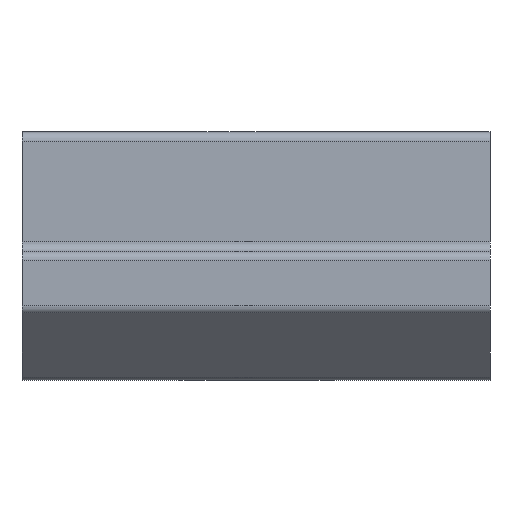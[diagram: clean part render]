
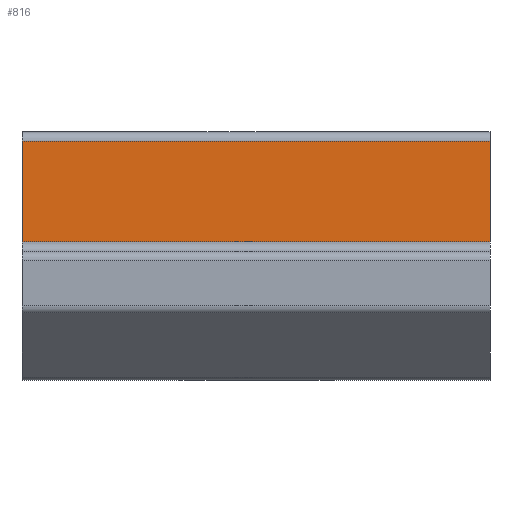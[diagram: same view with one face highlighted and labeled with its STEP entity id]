
A CAD part, left-side view. The second image highlights one B-rep face of the part: STEP entity #816.
In plain terms, the highlighted planar face has unit normal (-1, 0, 0).
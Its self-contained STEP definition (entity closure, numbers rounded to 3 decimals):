
#20 = DIRECTION ( 'NONE',  ( 0., -1., 0. ) ) ;
#25 = DIRECTION ( 'NONE',  ( 0., 1., 0. ) ) ;
#29 = VECTOR ( 'NONE', #548, 1000. ) ;
#35 = ORIENTED_EDGE ( 'NONE', *, *, #137, .F. ) ;
#66 = CARTESIAN_POINT ( 'NONE',  ( -4.9, 10., 0.4 ) ) ;
#78 = EDGE_CURVE ( 'NONE', #362, #565, #728, .T. ) ;
#115 = PLANE ( 'NONE',  #194 ) ;
#129 = CARTESIAN_POINT ( 'NONE',  ( -4.9, -10., 4.7 ) ) ;
#132 = LINE ( 'NONE', #387, #29 ) ;
#137 = EDGE_CURVE ( 'NONE', #565, #401, #466, .T. ) ;
#141 = VECTOR ( 'NONE', #20, 1000. ) ;
#194 = AXIS2_PLACEMENT_3D ( 'NONE', #835, #597, #505 ) ;
#362 = VERTEX_POINT ( 'NONE', #129 ) ;
#370 = VECTOR ( 'NONE', #25, 1000. ) ;
#387 = CARTESIAN_POINT ( 'NONE',  ( -4.9, 10., 5.1 ) ) ;
#401 = VERTEX_POINT ( 'NONE', #66 ) ;
#404 = DIRECTION ( 'NONE',  ( 0., 0., -1. ) ) ;
#442 = LINE ( 'NONE', #886, #141 ) ;
#466 = LINE ( 'NONE', #739, #370 ) ;
#505 = DIRECTION ( 'NONE',  ( 0., 1., 0. ) ) ;
#548 = DIRECTION ( 'NONE',  ( 0., 0., -1. ) ) ;
#558 = EDGE_CURVE ( 'NONE', #820, #401, #132, .T. ) ;
#565 = VERTEX_POINT ( 'NONE', #697 ) ;
#597 = DIRECTION ( 'NONE',  ( 1., 0., 0. ) ) ;
#697 = CARTESIAN_POINT ( 'NONE',  ( -4.9, -10., 0.4 ) ) ;
#728 = LINE ( 'NONE', #877, #891 ) ;
#731 = ORIENTED_EDGE ( 'NONE', *, *, #773, .F. ) ;
#735 = FACE_OUTER_BOUND ( 'NONE', #850, .T. ) ;
#739 = CARTESIAN_POINT ( 'NONE',  ( -4.9, -10., 0.4 ) ) ;
#763 = ORIENTED_EDGE ( 'NONE', *, *, #558, .T. ) ;
#773 = EDGE_CURVE ( 'NONE', #820, #362, #442, .T. ) ;
#816 = ADVANCED_FACE ( 'NONE', ( #735 ), #115, .F. ) ;
#820 = VERTEX_POINT ( 'NONE', #1003 ) ;
#835 = CARTESIAN_POINT ( 'NONE',  ( -4.9, -10., 0. ) ) ;
#850 = EDGE_LOOP ( 'NONE', ( #35, #963, #731, #763 ) ) ;
#877 = CARTESIAN_POINT ( 'NONE',  ( -4.9, -10., 5.1 ) ) ;
#886 = CARTESIAN_POINT ( 'NONE',  ( -4.9, -10., 4.7 ) ) ;
#891 = VECTOR ( 'NONE', #404, 1000. ) ;
#963 = ORIENTED_EDGE ( 'NONE', *, *, #78, .F. ) ;
#1003 = CARTESIAN_POINT ( 'NONE',  ( -4.9, 10., 4.7 ) ) ;
